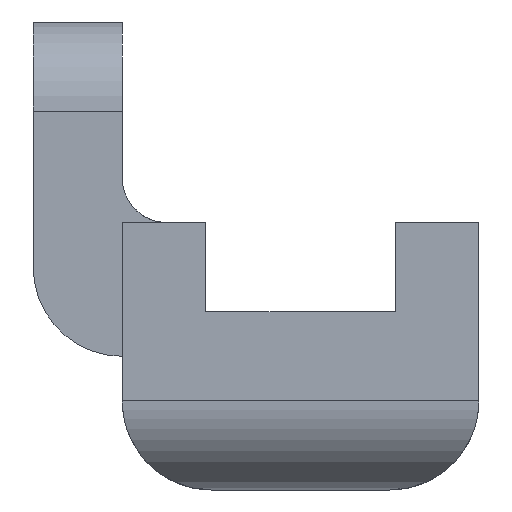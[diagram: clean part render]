
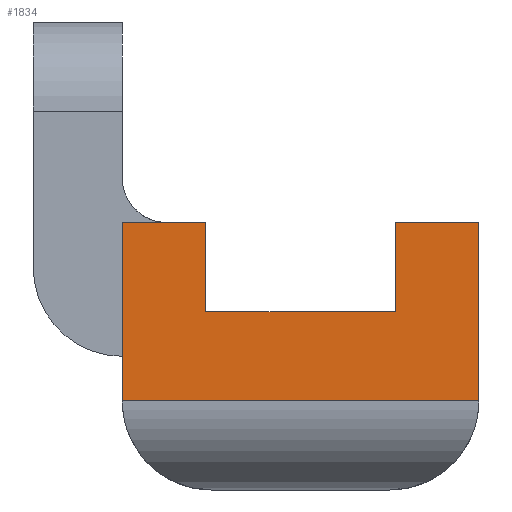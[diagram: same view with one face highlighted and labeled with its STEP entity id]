
A CAD part, left-side view. The second image highlights one B-rep face of the part: STEP entity #1834.
In plain terms, the highlighted planar face has unit normal (-1, 0, 0).
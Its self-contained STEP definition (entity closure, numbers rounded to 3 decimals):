
#8 = LINE ( 'NONE', #651, #254 ) ;
#81 = VERTEX_POINT ( 'NONE', #701 ) ;
#98 = CARTESIAN_POINT ( 'NONE',  ( -157.53, 43.402, 2. ) ) ;
#178 = DIRECTION ( 'NONE',  ( 0., 0., -1. ) ) ;
#254 = VECTOR ( 'NONE', #1911, 1000. ) ;
#269 = DIRECTION ( 'NONE',  ( 0., 0., -1. ) ) ;
#271 = VECTOR ( 'NONE', #484, 1000. ) ;
#287 = DIRECTION ( 'NONE',  ( 0., -1., 0. ) ) ;
#307 = CARTESIAN_POINT ( 'NONE',  ( -157.53, 34.902, 2. ) ) ;
#335 = EDGE_CURVE ( 'NONE', #81, #1299, #511, .T. ) ;
#337 = LINE ( 'NONE', #1928, #271 ) ;
#446 = AXIS2_PLACEMENT_3D ( 'NONE', #1459, #1134, #827 ) ;
#474 = ORIENTED_EDGE ( 'NONE', *, *, #881, .F. ) ;
#484 = DIRECTION ( 'NONE',  ( 0., 0., -1. ) ) ;
#511 = LINE ( 'NONE', #684, #625 ) ;
#524 = CARTESIAN_POINT ( 'NONE',  ( -157.53, 47.152, 6. ) ) ;
#528 = CARTESIAN_POINT ( 'NONE',  ( -157.53, 31.152, 6. ) ) ;
#565 = DIRECTION ( 'NONE',  ( 0., -1., 0. ) ) ;
#566 = DIRECTION ( 'NONE',  ( 0., -1., 0. ) ) ;
#574 = EDGE_LOOP ( 'NONE', ( #1363, #474, #960, #1094, #1531, #1045, #1955, #919 ) ) ;
#576 = LINE ( 'NONE', #1220, #2010 ) ;
#580 = VECTOR ( 'NONE', #269, 1000. ) ;
#610 = CARTESIAN_POINT ( 'NONE',  ( -157.53, 47.152, -2. ) ) ;
#625 = VECTOR ( 'NONE', #178, 1000. ) ;
#651 = CARTESIAN_POINT ( 'NONE',  ( -157.53, 34.902, 6. ) ) ;
#684 = CARTESIAN_POINT ( 'NONE',  ( -157.53, 43.402, 6. ) ) ;
#701 = CARTESIAN_POINT ( 'NONE',  ( -157.53, 43.402, 6. ) ) ;
#704 = EDGE_CURVE ( 'NONE', #1938, #81, #576, .T. ) ;
#717 = EDGE_CURVE ( 'NONE', #749, #1124, #1390, .T. ) ;
#745 = CARTESIAN_POINT ( 'NONE',  ( -157.53, 43.402, 2. ) ) ;
#749 = VERTEX_POINT ( 'NONE', #610 ) ;
#805 = VECTOR ( 'NONE', #920, 1000. ) ;
#813 = PLANE ( 'NONE',  #446 ) ;
#827 = DIRECTION ( 'NONE',  ( 0., 0., -1. ) ) ;
#881 = EDGE_CURVE ( 'NONE', #1384, #1915, #8, .T. ) ;
#896 = CARTESIAN_POINT ( 'NONE',  ( -157.53, 47.152, 6. ) ) ;
#919 = ORIENTED_EDGE ( 'NONE', *, *, #1629, .F. ) ;
#920 = DIRECTION ( 'NONE',  ( 0., -1., 0. ) ) ;
#960 = ORIENTED_EDGE ( 'NONE', *, *, #1193, .F. ) ;
#1045 = ORIENTED_EDGE ( 'NONE', *, *, #1813, .T. ) ;
#1094 = ORIENTED_EDGE ( 'NONE', *, *, #335, .F. ) ;
#1115 = EDGE_CURVE ( 'NONE', #1915, #1717, #1845, .T. ) ;
#1124 = VERTEX_POINT ( 'NONE', #1209 ) ;
#1134 = DIRECTION ( 'NONE',  ( 1., 0., 0. ) ) ;
#1193 = EDGE_CURVE ( 'NONE', #1299, #1384, #1727, .T. ) ;
#1201 = CARTESIAN_POINT ( 'NONE',  ( -157.53, 34.902, 6. ) ) ;
#1209 = CARTESIAN_POINT ( 'NONE',  ( -157.53, 31.152, -2. ) ) ;
#1220 = CARTESIAN_POINT ( 'NONE',  ( -157.53, 47.152, 6. ) ) ;
#1241 = VECTOR ( 'NONE', #565, 1000. ) ;
#1299 = VERTEX_POINT ( 'NONE', #745 ) ;
#1363 = ORIENTED_EDGE ( 'NONE', *, *, #1115, .F. ) ;
#1384 = VERTEX_POINT ( 'NONE', #307 ) ;
#1390 = LINE ( 'NONE', #1861, #1844 ) ;
#1403 = CARTESIAN_POINT ( 'NONE',  ( -157.53, 31.152, 6. ) ) ;
#1459 = CARTESIAN_POINT ( 'NONE',  ( -157.53, 47.152, 6. ) ) ;
#1491 = FACE_OUTER_BOUND ( 'NONE', #574, .T. ) ;
#1531 = ORIENTED_EDGE ( 'NONE', *, *, #704, .F. ) ;
#1629 = EDGE_CURVE ( 'NONE', #1717, #1124, #1905, .T. ) ;
#1717 = VERTEX_POINT ( 'NONE', #528 ) ;
#1727 = LINE ( 'NONE', #98, #805 ) ;
#1813 = EDGE_CURVE ( 'NONE', #1938, #749, #337, .T. ) ;
#1834 = ADVANCED_FACE ( 'NONE', ( #1491 ), #813, .F. ) ;
#1844 = VECTOR ( 'NONE', #566, 1000. ) ;
#1845 = LINE ( 'NONE', #524, #1241 ) ;
#1861 = CARTESIAN_POINT ( 'NONE',  ( -157.53, 31.152, -2. ) ) ;
#1905 = LINE ( 'NONE', #1403, #580 ) ;
#1911 = DIRECTION ( 'NONE',  ( 0., 0., 1. ) ) ;
#1915 = VERTEX_POINT ( 'NONE', #1201 ) ;
#1928 = CARTESIAN_POINT ( 'NONE',  ( -157.53, 47.152, 6. ) ) ;
#1938 = VERTEX_POINT ( 'NONE', #896 ) ;
#1955 = ORIENTED_EDGE ( 'NONE', *, *, #717, .T. ) ;
#2010 = VECTOR ( 'NONE', #287, 1000. ) ;
